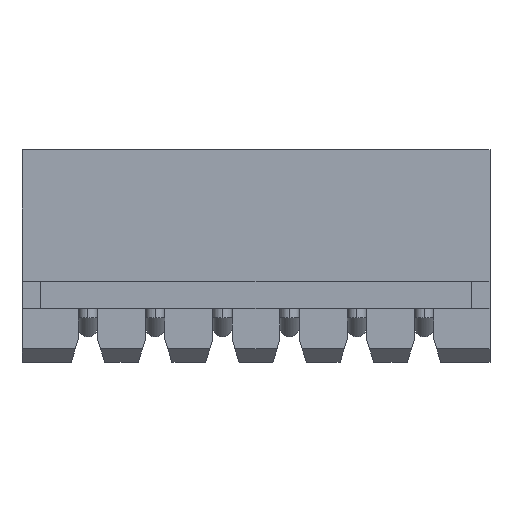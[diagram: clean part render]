
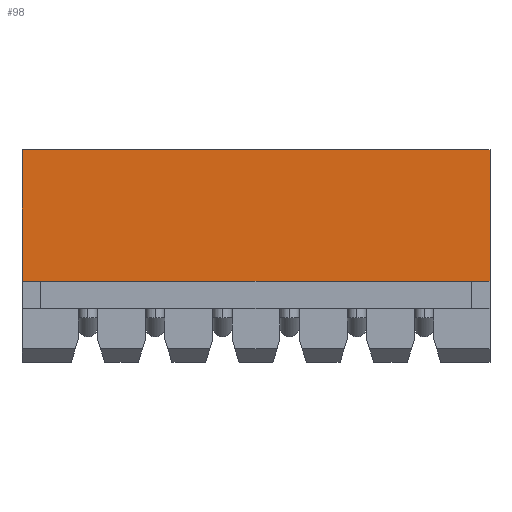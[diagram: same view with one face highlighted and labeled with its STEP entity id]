
A CAD part, top view. The second image highlights one B-rep face of the part: STEP entity #98.
In plain terms, the highlighted planar face has unit normal (0, 0, 1).
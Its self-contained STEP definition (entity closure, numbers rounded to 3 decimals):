
#98=ADVANCED_FACE('',(#317),#318,.T.);
#317=FACE_OUTER_BOUND('',#719,.T.);
#318=PLANE('',#720);
#719=EDGE_LOOP('',(#2074,#2075,#2076,#2077));
#720=AXIS2_PLACEMENT_3D('',#2078,#2079,#2080);
#2074=ORIENTED_EDGE('',*,*,#3460,.T.);
#2075=ORIENTED_EDGE('',*,*,#3423,.F.);
#2076=ORIENTED_EDGE('',*,*,#3448,.F.);
#2077=ORIENTED_EDGE('',*,*,#3461,.T.);
#2078=CARTESIAN_POINT('',(-8.7,-2.95,2.45));
#2079=DIRECTION('',(0.0,0.0,1.0));
#2080=DIRECTION('',(1.0,0.0,0.0));
#3423=EDGE_CURVE('',#3962,#3964,#3965,.T.);
#3448=EDGE_CURVE('',#4010,#3962,#4012,.T.);
#3460=EDGE_CURVE('',#4034,#3964,#4035,.T.);
#3461=EDGE_CURVE('',#4010,#4034,#4036,.T.);
#3962=VERTEX_POINT('',#4763);
#3964=VERTEX_POINT('',#4766);
#3965=LINE('',#4767,#4768);
#4010=VERTEX_POINT('',#4836);
#4012=LINE('',#4839,#4840);
#4034=VERTEX_POINT('',#4873);
#4035=LINE('',#4874,#4875);
#4036=LINE('',#4876,#4877);
#4763=CARTESIAN_POINT('',(-8.7,2.95,2.45));
#4766=CARTESIAN_POINT('',(8.7,2.95,2.45));
#4767=CARTESIAN_POINT('',(-8.7,2.95,2.45));
#4768=VECTOR('',#5865,1000.0);
#4836=CARTESIAN_POINT('',(-8.7,-1.95,2.45));
#4839=CARTESIAN_POINT('',(-8.7,-1.95,2.45));
#4840=VECTOR('',#5890,1000.0);
#4873=CARTESIAN_POINT('',(8.7,-1.95,2.45));
#4874=CARTESIAN_POINT('',(8.7,-1.95,2.45));
#4875=VECTOR('',#5902,1000.0);
#4876=CARTESIAN_POINT('',(-8.7,-1.95,2.45));
#4877=VECTOR('',#5903,1000.0);
#5865=DIRECTION('',(1.0,0.0,0.0));
#5890=DIRECTION('',(0.0,1.0,0.0));
#5902=DIRECTION('',(0.0,1.0,0.0));
#5903=DIRECTION('',(1.0,0.0,0.0));
